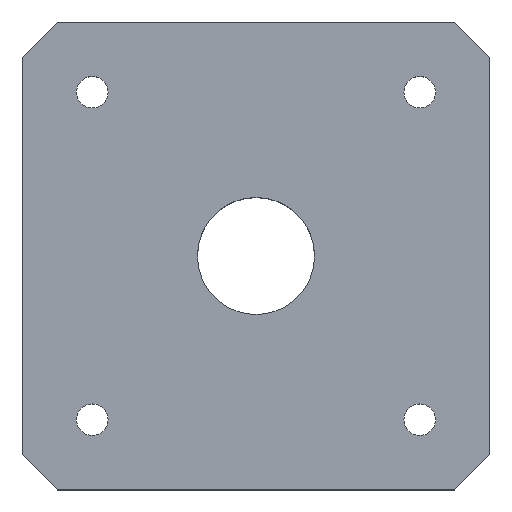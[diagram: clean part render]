
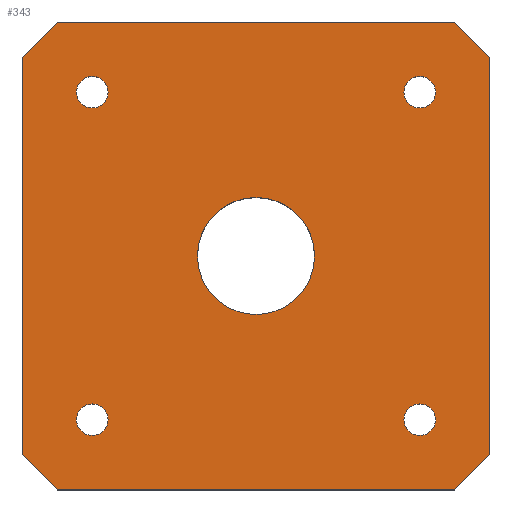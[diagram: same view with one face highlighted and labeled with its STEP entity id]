
A CAD part, top view. The second image highlights one B-rep face of the part: STEP entity #343.
In plain terms, the highlighted planar face has unit normal (0, 0, 1).
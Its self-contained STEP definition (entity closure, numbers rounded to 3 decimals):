
#24=FACE_BOUND('',#78,.T.);
#25=FACE_BOUND('',#79,.T.);
#26=FACE_BOUND('',#80,.T.);
#27=FACE_BOUND('',#81,.T.);
#28=FACE_BOUND('',#82,.T.);
#39=PLANE('',#393);
#54=FACE_OUTER_BOUND('',#77,.T.);
#77=EDGE_LOOP('',(#297,#298,#299,#300,#301,#302,#303,#304));
#78=EDGE_LOOP('',(#305));
#79=EDGE_LOOP('',(#306));
#80=EDGE_LOOP('',(#307));
#81=EDGE_LOOP('',(#308));
#82=EDGE_LOOP('',(#309));
#92=LINE('',#525,#123);
#103=LINE('',#549,#134);
#105=LINE('',#553,#136);
#107=LINE('',#558,#138);
#110=LINE('',#563,#141);
#112=LINE('',#567,#143);
#114=LINE('',#570,#145);
#115=LINE('',#572,#146);
#123=VECTOR('',#434,10.);
#134=VECTOR('',#451,10.);
#136=VECTOR('',#455,10.);
#138=VECTOR('',#459,10.);
#141=VECTOR('',#464,10.);
#143=VECTOR('',#468,10.);
#145=VECTOR('',#472,10.);
#146=VECTOR('',#475,10.);
#150=CIRCLE('',#372,1.35);
#152=CIRCLE('',#375,1.35);
#154=CIRCLE('',#378,1.35);
#156=CIRCLE('',#381,1.35);
#159=CIRCLE('',#394,5.);
#163=VERTEX_POINT('',#499);
#165=VERTEX_POINT('',#505);
#167=VERTEX_POINT('',#511);
#169=VERTEX_POINT('',#517);
#171=VERTEX_POINT('',#523);
#172=VERTEX_POINT('',#524);
#182=VERTEX_POINT('',#548);
#183=VERTEX_POINT('',#552);
#184=VERTEX_POINT('',#556);
#185=VERTEX_POINT('',#557);
#186=VERTEX_POINT('',#562);
#187=VERTEX_POINT('',#566);
#188=VERTEX_POINT('',#574);
#192=EDGE_CURVE('',#163,#163,#150,.T.);
#195=EDGE_CURVE('',#165,#165,#152,.T.);
#198=EDGE_CURVE('',#167,#167,#154,.T.);
#201=EDGE_CURVE('',#169,#169,#156,.T.);
#204=EDGE_CURVE('',#171,#172,#92,.T.);
#216=EDGE_CURVE('',#182,#172,#103,.T.);
#218=EDGE_CURVE('',#182,#183,#105,.T.);
#220=EDGE_CURVE('',#184,#185,#107,.T.);
#223=EDGE_CURVE('',#186,#185,#110,.T.);
#225=EDGE_CURVE('',#186,#187,#112,.T.);
#227=EDGE_CURVE('',#171,#187,#114,.T.);
#228=EDGE_CURVE('',#184,#183,#115,.T.);
#229=EDGE_CURVE('',#188,#188,#159,.T.);
#297=ORIENTED_EDGE('',*,*,#204,.F.);
#298=ORIENTED_EDGE('',*,*,#227,.T.);
#299=ORIENTED_EDGE('',*,*,#225,.F.);
#300=ORIENTED_EDGE('',*,*,#223,.T.);
#301=ORIENTED_EDGE('',*,*,#220,.F.);
#302=ORIENTED_EDGE('',*,*,#228,.T.);
#303=ORIENTED_EDGE('',*,*,#218,.F.);
#304=ORIENTED_EDGE('',*,*,#216,.T.);
#305=ORIENTED_EDGE('',*,*,#192,.T.);
#306=ORIENTED_EDGE('',*,*,#195,.T.);
#307=ORIENTED_EDGE('',*,*,#198,.T.);
#308=ORIENTED_EDGE('',*,*,#201,.T.);
#309=ORIENTED_EDGE('',*,*,#229,.T.);
#343=ADVANCED_FACE('',(#54,#24,#25,#26,#27,#28),#39,.T.);
#372=AXIS2_PLACEMENT_3D('',#500,#406,#407);
#375=AXIS2_PLACEMENT_3D('',#506,#413,#414);
#378=AXIS2_PLACEMENT_3D('',#512,#420,#421);
#381=AXIS2_PLACEMENT_3D('',#518,#427,#428);
#393=AXIS2_PLACEMENT_3D('',#573,#476,#477);
#394=AXIS2_PLACEMENT_3D('',#575,#478,#479);
#406=DIRECTION('center_axis',(0.,0.,-1.));
#407=DIRECTION('ref_axis',(1.,0.,0.));
#413=DIRECTION('center_axis',(0.,0.,-1.));
#414=DIRECTION('ref_axis',(1.,0.,0.));
#420=DIRECTION('center_axis',(0.,0.,-1.));
#421=DIRECTION('ref_axis',(1.,0.,0.));
#427=DIRECTION('center_axis',(0.,0.,-1.));
#428=DIRECTION('ref_axis',(1.,0.,0.));
#434=DIRECTION('',(0.707,-0.707,0.));
#451=DIRECTION('',(0.,1.,0.));
#455=DIRECTION('',(-0.707,-0.707,0.));
#459=DIRECTION('',(-0.707,0.707,0.));
#464=DIRECTION('',(0.,-1.,0.));
#468=DIRECTION('',(0.707,0.707,0.));
#472=DIRECTION('',(-1.,0.,0.));
#475=DIRECTION('',(1.,0.,0.));
#476=DIRECTION('center_axis',(0.,0.,1.));
#477=DIRECTION('ref_axis',(1.,0.,0.));
#478=DIRECTION('center_axis',(0.,0.,-1.));
#479=DIRECTION('ref_axis',(-1.,0.,0.));
#499=CARTESIAN_POINT('',(14.65,-14.,3.));
#500=CARTESIAN_POINT('Origin',(16.,-14.,3.));
#505=CARTESIAN_POINT('',(42.65,-14.,3.));
#506=CARTESIAN_POINT('Origin',(44.,-14.,3.));
#511=CARTESIAN_POINT('',(42.65,14.,3.));
#512=CARTESIAN_POINT('Origin',(44.,14.,3.));
#517=CARTESIAN_POINT('',(14.65,14.,3.));
#518=CARTESIAN_POINT('Origin',(16.,14.,3.));
#523=CARTESIAN_POINT('',(47.,20.,3.));
#524=CARTESIAN_POINT('',(50.,17.,3.));
#525=CARTESIAN_POINT('',(48.5,18.5,3.));
#548=CARTESIAN_POINT('',(50.,-17.,3.));
#549=CARTESIAN_POINT('',(50.,-20.,3.));
#552=CARTESIAN_POINT('',(47.,-20.,3.));
#553=CARTESIAN_POINT('',(48.5,-18.5,3.));
#556=CARTESIAN_POINT('',(13.,-20.,3.));
#557=CARTESIAN_POINT('',(10.,-17.,3.));
#558=CARTESIAN_POINT('',(11.5,-18.5,3.));
#562=CARTESIAN_POINT('',(10.,17.,3.));
#563=CARTESIAN_POINT('',(10.,20.,3.));
#566=CARTESIAN_POINT('',(13.,20.,3.));
#567=CARTESIAN_POINT('',(11.5,18.5,3.));
#570=CARTESIAN_POINT('',(50.,20.,3.));
#572=CARTESIAN_POINT('',(10.,-20.,3.));
#573=CARTESIAN_POINT('Origin',(30.,0.,3.));
#574=CARTESIAN_POINT('',(35.,0.,3.));
#575=CARTESIAN_POINT('Origin',(30.,0.,3.));
